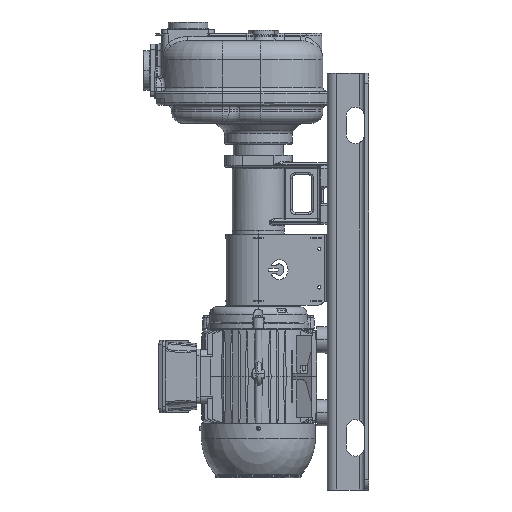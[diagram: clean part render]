
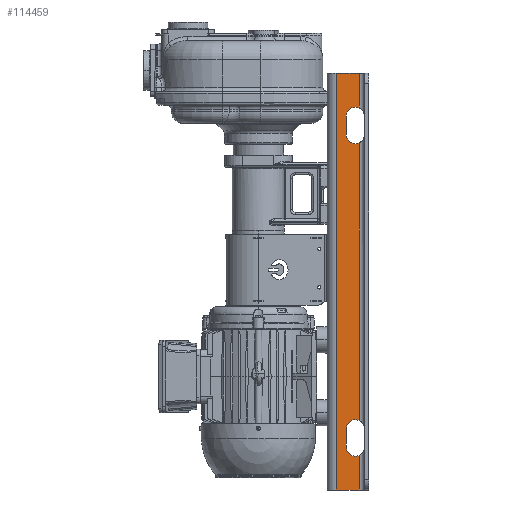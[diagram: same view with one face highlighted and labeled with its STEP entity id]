
A CAD part, left-side view. The second image highlights one B-rep face of the part: STEP entity #114459.
In plain terms, the highlighted planar face has unit normal (-1, 0, 0).
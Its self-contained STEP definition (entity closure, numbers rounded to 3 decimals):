
#343=DIRECTION('',(0.,0.,-1.));
#344=VECTOR('',#343,800.);
#345=CARTESIAN_POINT('',(-145.,-18.,200.));
#346=LINE('',#345,#344);
#48137=DIRECTION('',(0.,0.,-1.));
#48138=VECTOR('',#48137,35.);
#48139=CARTESIAN_POINT('',(-145.,-37.,117.5));
#48140=LINE('',#48139,#48138);
#48141=CARTESIAN_POINT('',(-145.,-54.5,82.5));
#48142=DIRECTION('',(1.,0.,0.));
#48143=DIRECTION('',(0.,-0.429,-0.904));
#48144=AXIS2_PLACEMENT_3D('',#48141,#48142,#48143);
#48146=DIRECTION('',(0.,0.,-1.));
#48147=VECTOR('',#48146,533.377);
#48148=CARTESIAN_POINT('',(-145.,-62.,66.689));
#48149=LINE('',#48148,#48147);
#48150=CARTESIAN_POINT('',(-145.,-54.5,-482.5));
#48151=DIRECTION('',(1.,0.,0.));
#48152=DIRECTION('',(0.,1.,0.));
#48153=AXIS2_PLACEMENT_3D('',#48150,#48151,#48152);
#48155=DIRECTION('',(0.,0.,-1.));
#48156=VECTOR('',#48155,35.);
#48157=CARTESIAN_POINT('',(-145.,-37.,-482.5));
#48158=LINE('',#48157,#48156);
#48159=CARTESIAN_POINT('',(-145.,-54.5,-517.5));
#48160=DIRECTION('',(1.,0.,0.));
#48161=DIRECTION('',(0.,-0.429,-0.904));
#48162=AXIS2_PLACEMENT_3D('',#48159,#48160,#48161);
#48164=DIRECTION('',(0.,0.,-1.));
#48165=VECTOR('',#48164,66.689);
#48166=CARTESIAN_POINT('',(-145.,-62.,-533.311));
#48167=LINE('',#48166,#48165);
#48168=DIRECTION('',(0.,0.,-1.));
#48169=VECTOR('',#48168,66.689);
#48170=CARTESIAN_POINT('',(-145.,-62.,200.));
#48171=LINE('',#48170,#48169);
#48172=CARTESIAN_POINT('',(-145.,-54.5,117.5));
#48173=DIRECTION('',(1.,0.,0.));
#48174=DIRECTION('',(0.,1.,0.));
#48175=AXIS2_PLACEMENT_3D('',#48172,#48173,#48174);
#48230=CARTESIAN_POINT('',(-145.,-62.,66.689));
#48236=CARTESIAN_POINT('',(-145.,-62.,-466.689));
#48377=CARTESIAN_POINT('',(-145.,-62.,133.311));
#48605=DIRECTION('',(0.,1.,0.));
#48606=VECTOR('',#48605,44.);
#48607=CARTESIAN_POINT('',(-145.,-62.,200.));
#48608=LINE('',#48607,#48606);
#48712=CARTESIAN_POINT('',(-145.,-62.,-533.311));
#48921=DIRECTION('',(0.,1.,0.));
#48922=VECTOR('',#48921,44.);
#48923=CARTESIAN_POINT('',(-145.,-62.,-600.));
#48924=LINE('',#48923,#48922);
#56957=CARTESIAN_POINT('',(-145.,-62.,200.));
#56959=VERTEX_POINT('',#56957);
#56960=CARTESIAN_POINT('',(-145.,-18.,200.));
#56961=VERTEX_POINT('',#56960);
#56973=CARTESIAN_POINT('',(-145.,-62.,-600.));
#56975=VERTEX_POINT('',#56973);
#56976=CARTESIAN_POINT('',(-145.,-18.,-600.));
#56977=VERTEX_POINT('',#56976);
#57097=VERTEX_POINT('',#48230);
#57100=VERTEX_POINT('',#48377);
#57102=VERTEX_POINT('',#48712);
#57105=VERTEX_POINT('',#48236);
#57106=CARTESIAN_POINT('',(-145.,-37.,117.5));
#57107=CARTESIAN_POINT('',(-145.,-37.,82.5));
#57108=VERTEX_POINT('',#57106);
#57109=VERTEX_POINT('',#57107);
#57110=CARTESIAN_POINT('',(-145.,-37.,-517.5));
#57111=VERTEX_POINT('',#57110);
#57112=CARTESIAN_POINT('',(-145.,-37.,-482.5));
#57113=VERTEX_POINT('',#57112);
#114430=CARTESIAN_POINT('',(-145.,-62.,200.));
#114431=DIRECTION('',(-1.,0.,0.));
#114432=DIRECTION('',(0.,1.,0.));
#114433=AXIS2_PLACEMENT_3D('',#114430,#114431,#114432);
#114434=PLANE('',#114433);
#114435=ORIENTED_EDGE('',*,*,#114420,.T.);
#114437=ORIENTED_EDGE('',*,*,#114436,.F.);
#114439=ORIENTED_EDGE('',*,*,#114438,.T.);
#114441=ORIENTED_EDGE('',*,*,#114440,.F.);
#114443=ORIENTED_EDGE('',*,*,#114442,.T.);
#114445=ORIENTED_EDGE('',*,*,#114444,.F.);
#114447=ORIENTED_EDGE('',*,*,#114446,.T.);
#114449=ORIENTED_EDGE('',*,*,#114448,.T.);
#114450=ORIENTED_EDGE('',*,*,#65927,.F.);
#114452=ORIENTED_EDGE('',*,*,#114451,.F.);
#114454=ORIENTED_EDGE('',*,*,#114453,.T.);
#114456=ORIENTED_EDGE('',*,*,#114455,.F.);
#114457=EDGE_LOOP('',(#114435,#114437,#114439,#114441,#114443,#114445,#114447,
#114449,#114450,#114452,#114454,#114456));
#114458=FACE_OUTER_BOUND('',#114457,.F.);
#114459=ADVANCED_FACE('',(#114458),#114434,.T.);
#48145=CIRCLE('',#48144,17.5);
#48154=CIRCLE('',#48153,17.5);
#48163=CIRCLE('',#48162,17.5);
#48176=CIRCLE('',#48175,17.5);
#65927=EDGE_CURVE('',#56961,#56977,#346,.T.);
#114420=EDGE_CURVE('',#57108,#57109,#48140,.T.);
#114436=EDGE_CURVE('',#57097,#57109,#48145,.T.);
#114438=EDGE_CURVE('',#57097,#57105,#48149,.T.);
#114440=EDGE_CURVE('',#57113,#57105,#48154,.T.);
#114442=EDGE_CURVE('',#57113,#57111,#48158,.T.);
#114444=EDGE_CURVE('',#57102,#57111,#48163,.T.);
#114446=EDGE_CURVE('',#57102,#56975,#48167,.T.);
#114448=EDGE_CURVE('',#56975,#56977,#48924,.T.);
#114451=EDGE_CURVE('',#56959,#56961,#48608,.T.);
#114453=EDGE_CURVE('',#56959,#57100,#48171,.T.);
#114455=EDGE_CURVE('',#57108,#57100,#48176,.T.);
